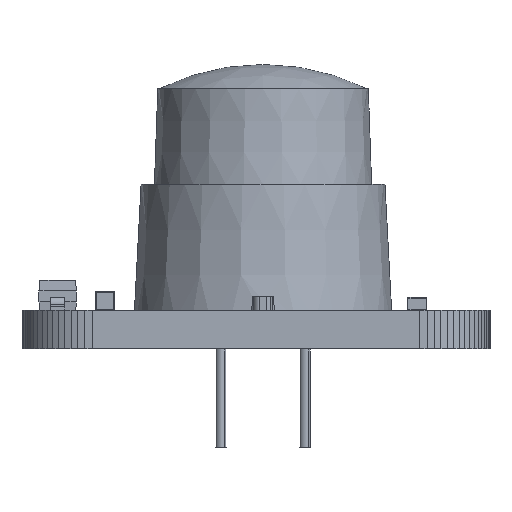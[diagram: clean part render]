
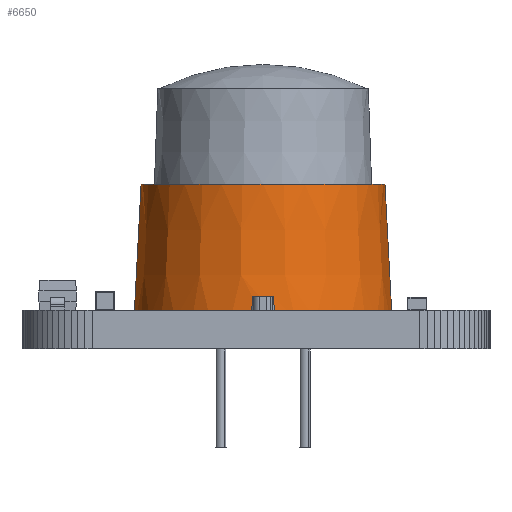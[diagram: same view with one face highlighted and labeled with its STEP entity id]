
A CAD part, front view. The second image highlights one B-rep face of the part: STEP entity #6650.
In plain terms, the highlighted conical face has half-angle 3 degrees and reference radius 5.211 mm.
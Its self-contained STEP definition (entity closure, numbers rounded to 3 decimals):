
#6650 = ADVANCED_FACE('',(#6651),#6723,.T.);
#6651 = FACE_BOUND('',#6652,.T.);
#6652 = EDGE_LOOP('',(#6653,#6664,#6672,#6681,#6690,#6699,#6708,#6717));
#6653 = ORIENTED_EDGE('',*,*,#6654,.F.);
#6654 = EDGE_CURVE('',#6655,#6657,#6659,.T.);
#6655 = VERTEX_POINT('',#6656);
#6656 = CARTESIAN_POINT('',(-5.211,0.,2.62));
#6657 = VERTEX_POINT('',#6658);
#6658 = CARTESIAN_POINT('',(5.211,0.,2.62));
#6659 = CIRCLE('',#6660,5.211);
#6660 = AXIS2_PLACEMENT_3D('',#6661,#6662,#6663);
#6661 = CARTESIAN_POINT('',(0.,0.,2.62));
#6662 = DIRECTION('',(0.,0.,-1.));
#6663 = DIRECTION('',(-1.,0.,0.));
#6664 = ORIENTED_EDGE('',*,*,#6665,.T.);
#6665 = EDGE_CURVE('',#6655,#6666,#6668,.T.);
#6666 = VERTEX_POINT('',#6667);
#6667 = CARTESIAN_POINT('',(-5.515,0.,8.42));
#6668 = LINE('',#6669,#6670);
#6669 = CARTESIAN_POINT('',(-5.211,0.,2.62));
#6670 = VECTOR('',#6671,1.);
#6671 = DIRECTION('',(-0.052,0.,
    0.999));
#6672 = ORIENTED_EDGE('',*,*,#6673,.T.);
#6673 = EDGE_CURVE('',#6666,#6674,#6676,.T.);
#6674 = VERTEX_POINT('',#6675);
#6675 = CARTESIAN_POINT('',(-0.5,5.492,8.42));
#6676 = CIRCLE('',#6677,5.515);
#6677 = AXIS2_PLACEMENT_3D('',#6678,#6679,#6680);
#6678 = CARTESIAN_POINT('',(0.,0.,8.42));
#6679 = DIRECTION('',(0.,0.,-1.));
#6680 = DIRECTION('',(-1.,0.,0.));
#6681 = ORIENTED_EDGE('',*,*,#6682,.F.);
#6682 = EDGE_CURVE('',#6683,#6674,#6685,.T.);
#6683 = VERTEX_POINT('',#6684);
#6684 = CARTESIAN_POINT('',(-0.45,5.444,7.42));
#6685 = B_SPLINE_CURVE_WITH_KNOTS('',3,(#6686,#6687,#6688,#6689),
  .UNSPECIFIED.,.F.,.F.,(4,4),(0.,0.001),
  .PIECEWISE_BEZIER_KNOTS.);
#6686 = CARTESIAN_POINT('',(-0.45,5.444,7.42));
#6687 = CARTESIAN_POINT('',(-0.467,5.46,
    7.753));
#6688 = CARTESIAN_POINT('',(-0.483,5.476,
    8.087));
#6689 = CARTESIAN_POINT('',(-0.5,5.492,8.42));
#6690 = ORIENTED_EDGE('',*,*,#6691,.F.);
#6691 = EDGE_CURVE('',#6692,#6683,#6694,.T.);
#6692 = VERTEX_POINT('',#6693);
#6693 = CARTESIAN_POINT('',(0.45,5.444,7.42));
#6694 = CIRCLE('',#6695,5.463);
#6695 = AXIS2_PLACEMENT_3D('',#6696,#6697,#6698);
#6696 = CARTESIAN_POINT('',(0.,0.,7.42));
#6697 = DIRECTION('',(0.,0.,1.));
#6698 = DIRECTION('',(-1.,0.,0.));
#6699 = ORIENTED_EDGE('',*,*,#6700,.F.);
#6700 = EDGE_CURVE('',#6701,#6692,#6703,.T.);
#6701 = VERTEX_POINT('',#6702);
#6702 = CARTESIAN_POINT('',(0.5,5.492,8.42));
#6703 = B_SPLINE_CURVE_WITH_KNOTS('',3,(#6704,#6705,#6706,#6707),
  .UNSPECIFIED.,.F.,.F.,(4,4),(0.,0.001),
  .PIECEWISE_BEZIER_KNOTS.);
#6704 = CARTESIAN_POINT('',(0.5,5.492,8.42));
#6705 = CARTESIAN_POINT('',(0.483,5.476,8.087
    ));
#6706 = CARTESIAN_POINT('',(0.467,5.46,7.753
    ));
#6707 = CARTESIAN_POINT('',(0.45,5.444,7.42));
#6708 = ORIENTED_EDGE('',*,*,#6709,.T.);
#6709 = EDGE_CURVE('',#6701,#6710,#6712,.T.);
#6710 = VERTEX_POINT('',#6711);
#6711 = CARTESIAN_POINT('',(5.515,0.,8.42));
#6712 = CIRCLE('',#6713,5.515);
#6713 = AXIS2_PLACEMENT_3D('',#6714,#6715,#6716);
#6714 = CARTESIAN_POINT('',(0.,0.,8.42));
#6715 = DIRECTION('',(0.,0.,-1.));
#6716 = DIRECTION('',(-1.,0.,0.));
#6717 = ORIENTED_EDGE('',*,*,#6718,.F.);
#6718 = EDGE_CURVE('',#6657,#6710,#6719,.T.);
#6719 = LINE('',#6720,#6721);
#6720 = CARTESIAN_POINT('',(5.211,0.,2.62));
#6721 = VECTOR('',#6722,1.);
#6722 = DIRECTION('',(0.052,0.,0.999));
#6723 = CONICAL_SURFACE('',#6724,5.211,0.052);
#6724 = AXIS2_PLACEMENT_3D('',#6725,#6726,#6727);
#6725 = CARTESIAN_POINT('',(0.,0.,2.62));
#6726 = DIRECTION('',(0.,0.,1.));
#6727 = DIRECTION('',(1.,0.,0.));
